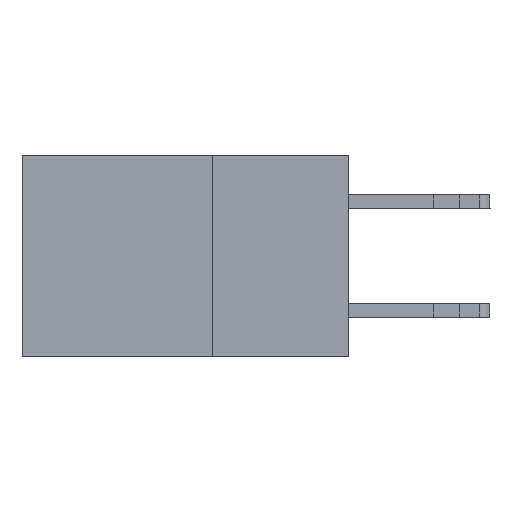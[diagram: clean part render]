
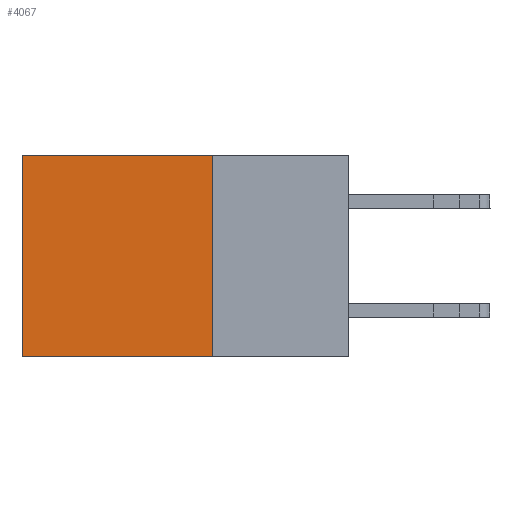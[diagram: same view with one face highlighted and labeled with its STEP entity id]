
A CAD part, left-side view. The second image highlights one B-rep face of the part: STEP entity #4067.
In plain terms, the highlighted planar face has unit normal (-1, 0, 0).
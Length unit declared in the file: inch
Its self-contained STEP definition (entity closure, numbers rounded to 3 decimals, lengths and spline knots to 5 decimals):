
#593 = CARTESIAN_POINT ( 'NONE',  ( 0.2615, 0.25, -0.37 ) ) ;
#832 = EDGE_CURVE ( 'NONE', #9048, #13582, #8224, .T. ) ;
#944 = CARTESIAN_POINT ( 'NONE',  ( 0.2615, 0.25, -0.37 ) ) ;
#964 = DIRECTION ( 'NONE',  ( 0., 0., -1. ) ) ;
#1159 = DIRECTION ( 'NONE',  ( 0., 1., 0. ) ) ;
#1216 = EDGE_CURVE ( 'NONE', #3503, #8472, #6699, .T. ) ;
#1420 = LINE ( 'NONE', #10604, #7951 ) ;
#1426 = EDGE_CURVE ( 'NONE', #13582, #8472, #1420, .T. ) ;
#1447 = EDGE_CURVE ( 'NONE', #9048, #3503, #1947, .T. ) ;
#1947 = LINE ( 'NONE', #2995, #5316 ) ;
#2906 = FACE_OUTER_BOUND ( 'NONE', #4252, .T. ) ;
#2995 = CARTESIAN_POINT ( 'NONE',  ( 0.2615, 0.25, -0.37 ) ) ;
#3503 = VERTEX_POINT ( 'NONE', #7478 ) ;
#4067 = ADVANCED_FACE ( 'NONE', ( #2906 ), #5223, .F. ) ;
#4252 = EDGE_LOOP ( 'NONE', ( #10541, #4265, #11130, #12237 ) ) ;
#4265 = ORIENTED_EDGE ( 'NONE', *, *, #1216, .F. ) ;
#5092 = DIRECTION ( 'NONE',  ( 0., 0., -1. ) ) ;
#5223 = PLANE ( 'NONE',  #14405 ) ;
#5316 = VECTOR ( 'NONE', #964, 39.37008 ) ;
#5915 = DIRECTION ( 'NONE',  ( 0., 0., -1. ) ) ;
#6699 = LINE ( 'NONE', #944, #7439 ) ;
#7394 = DIRECTION ( 'NONE',  ( 1., 0., 0. ) ) ;
#7439 = VECTOR ( 'NONE', #1159, 39.37008 ) ;
#7478 = CARTESIAN_POINT ( 'NONE',  ( 0.2615, 0.25, -0.37 ) ) ;
#7951 = VECTOR ( 'NONE', #5915, 39.37008 ) ;
#8218 = CARTESIAN_POINT ( 'NONE',  ( 0.2615, 0.25, 0. ) ) ;
#8224 = LINE ( 'NONE', #14023, #11972 ) ;
#8472 = VERTEX_POINT ( 'NONE', #11536 ) ;
#9048 = VERTEX_POINT ( 'NONE', #8218 ) ;
#9259 = DIRECTION ( 'NONE',  ( 0., 1., 0. ) ) ;
#10541 = ORIENTED_EDGE ( 'NONE', *, *, #1426, .T. ) ;
#10604 = CARTESIAN_POINT ( 'NONE',  ( 0.2615, 0.6, -0.37 ) ) ;
#11130 = ORIENTED_EDGE ( 'NONE', *, *, #1447, .F. ) ;
#11536 = CARTESIAN_POINT ( 'NONE',  ( 0.2615, 0.6, -0.37 ) ) ;
#11972 = VECTOR ( 'NONE', #9259, 39.37008 ) ;
#12237 = ORIENTED_EDGE ( 'NONE', *, *, #832, .T. ) ;
#12578 = CARTESIAN_POINT ( 'NONE',  ( 0.2615, 0.6, 0. ) ) ;
#13582 = VERTEX_POINT ( 'NONE', #12578 ) ;
#14023 = CARTESIAN_POINT ( 'NONE',  ( 0.2615, 0.25, 0. ) ) ;
#14405 = AXIS2_PLACEMENT_3D ( 'NONE', #593, #7394, #5092 ) ;
